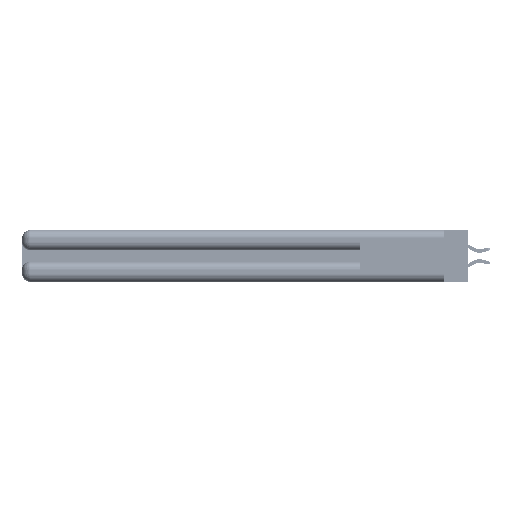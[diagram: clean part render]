
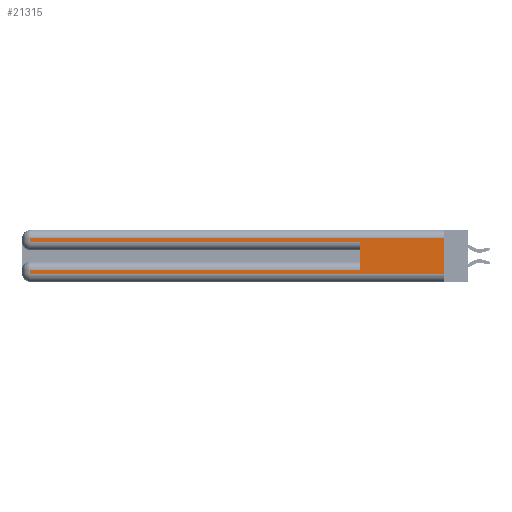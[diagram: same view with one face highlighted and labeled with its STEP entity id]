
A CAD part, left-side view. The second image highlights one B-rep face of the part: STEP entity #21315.
In plain terms, the highlighted planar face has unit normal (-1, 0, 0).
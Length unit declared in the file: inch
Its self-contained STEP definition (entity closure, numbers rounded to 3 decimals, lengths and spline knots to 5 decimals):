
#162 = AXIS2_PLACEMENT_3D ( 'NONE', #17818, #33848, #9944 ) ;
#193 = DIRECTION ( 'NONE',  ( 0., 0., -1. ) ) ;
#319 = EDGE_CURVE ( 'NONE', #36390, #15475, #28358, .T. ) ;
#487 = DIRECTION ( 'NONE',  ( 0., 1., 0. ) ) ;
#1285 = EDGE_CURVE ( 'NONE', #50866, #10295, #26807, .T. ) ;
#1734 = VECTOR ( 'NONE', #11461, 39.37008 ) ;
#2382 = EDGE_LOOP ( 'NONE', ( #43220, #4534, #14867, #25188, #21333, #20441, #15182, #14778 ) ) ;
#2408 = LINE ( 'NONE', #41822, #22383 ) ;
#3008 = DIRECTION ( 'NONE',  ( 0., 0., 1. ) ) ;
#4534 = ORIENTED_EDGE ( 'NONE', *, *, #1285, .T. ) ;
#4974 = VECTOR ( 'NONE', #44309, 39.37008 ) ;
#5936 = PLANE ( 'NONE',  #162 ) ;
#9944 = DIRECTION ( 'NONE',  ( 0., 0., -1. ) ) ;
#10295 = VERTEX_POINT ( 'NONE', #11254 ) ;
#10792 = EDGE_CURVE ( 'NONE', #36390, #49247, #36636, .T. ) ;
#11254 = CARTESIAN_POINT ( 'NONE',  ( 0., 2.94, 0.31 ) ) ;
#11461 = DIRECTION ( 'NONE',  ( 0., 0., -1. ) ) ;
#11899 = CARTESIAN_POINT ( 'NONE',  ( 0., 0., 0.31 ) ) ;
#12362 = LINE ( 'NONE', #19304, #1734 ) ;
#13584 = VERTEX_POINT ( 'NONE', #42435 ) ;
#14778 = ORIENTED_EDGE ( 'NONE', *, *, #47667, .T. ) ;
#14867 = ORIENTED_EDGE ( 'NONE', *, *, #25854, .T. ) ;
#15182 = ORIENTED_EDGE ( 'NONE', *, *, #26603, .T. ) ;
#15447 = VECTOR ( 'NONE', #49817, 39.37008 ) ;
#15475 = VERTEX_POINT ( 'NONE', #46011 ) ;
#17769 = VECTOR ( 'NONE', #3008, 39.37008 ) ;
#17818 = CARTESIAN_POINT ( 'NONE',  ( 0., 0., 0.37 ) ) ;
#18321 = VERTEX_POINT ( 'NONE', #39990 ) ;
#19304 = CARTESIAN_POINT ( 'NONE',  ( 0., 0., 0.37 ) ) ;
#20441 = ORIENTED_EDGE ( 'NONE', *, *, #10792, .T. ) ;
#21315 = ADVANCED_FACE ( 'NONE', ( #44641 ), #5936, .F. ) ;
#21333 = ORIENTED_EDGE ( 'NONE', *, *, #319, .F. ) ;
#22383 = VECTOR ( 'NONE', #45783, 39.37008 ) ;
#22609 = LINE ( 'NONE', #40796, #50553 ) ;
#24079 = CARTESIAN_POINT ( 'NONE',  ( 0., 2.94, 0.37 ) ) ;
#24612 = EDGE_CURVE ( 'NONE', #33826, #15475, #22609, .T. ) ;
#25188 = ORIENTED_EDGE ( 'NONE', *, *, #24612, .T. ) ;
#25854 = EDGE_CURVE ( 'NONE', #10295, #33826, #36808, .T. ) ;
#26603 = EDGE_CURVE ( 'NONE', #49247, #13584, #33626, .T. ) ;
#26807 = LINE ( 'NONE', #40406, #36145 ) ;
#28358 = LINE ( 'NONE', #50684, #17769 ) ;
#29297 = CARTESIAN_POINT ( 'NONE',  ( 0., 2.94, 0.285 ) ) ;
#33626 = LINE ( 'NONE', #24079, #44169 ) ;
#33826 = VERTEX_POINT ( 'NONE', #29297 ) ;
#33848 = DIRECTION ( 'NONE',  ( 1., 0., 0. ) ) ;
#35114 = CARTESIAN_POINT ( 'NONE',  ( 0., 0.6, 0.085 ) ) ;
#35724 = CARTESIAN_POINT ( 'NONE',  ( 0., 2.94, 0.085 ) ) ;
#36145 = VECTOR ( 'NONE', #487, 39.37008 ) ;
#36390 = VERTEX_POINT ( 'NONE', #35114 ) ;
#36636 = LINE ( 'NONE', #45849, #15447 ) ;
#36808 = LINE ( 'NONE', #40312, #4974 ) ;
#36978 = DIRECTION ( 'NONE',  ( 0., -1., 0. ) ) ;
#39990 = CARTESIAN_POINT ( 'NONE',  ( 0., 0., 0.06 ) ) ;
#40312 = CARTESIAN_POINT ( 'NONE',  ( 0., 2.94, 0.37 ) ) ;
#40406 = CARTESIAN_POINT ( 'NONE',  ( 0., 0., 0.31 ) ) ;
#40796 = CARTESIAN_POINT ( 'NONE',  ( 0., 0., 0.285 ) ) ;
#41822 = CARTESIAN_POINT ( 'NONE',  ( 0., 0., 0.06 ) ) ;
#42435 = CARTESIAN_POINT ( 'NONE',  ( 0., 2.94, 0.06 ) ) ;
#43220 = ORIENTED_EDGE ( 'NONE', *, *, #47888, .F. ) ;
#44169 = VECTOR ( 'NONE', #193, 39.37008 ) ;
#44309 = DIRECTION ( 'NONE',  ( 0., 0., -1. ) ) ;
#44641 = FACE_OUTER_BOUND ( 'NONE', #2382, .T. ) ;
#45783 = DIRECTION ( 'NONE',  ( 0., -1., 0. ) ) ;
#45849 = CARTESIAN_POINT ( 'NONE',  ( 0., 0., 0.085 ) ) ;
#46011 = CARTESIAN_POINT ( 'NONE',  ( 0., 0.6, 0.285 ) ) ;
#47667 = EDGE_CURVE ( 'NONE', #13584, #18321, #2408, .T. ) ;
#47888 = EDGE_CURVE ( 'NONE', #50866, #18321, #12362, .T. ) ;
#49247 = VERTEX_POINT ( 'NONE', #35724 ) ;
#49817 = DIRECTION ( 'NONE',  ( 0., 1., 0. ) ) ;
#50553 = VECTOR ( 'NONE', #36978, 39.37008 ) ;
#50684 = CARTESIAN_POINT ( 'NONE',  ( 0., 0.6, 0.145 ) ) ;
#50866 = VERTEX_POINT ( 'NONE', #11899 ) ;
